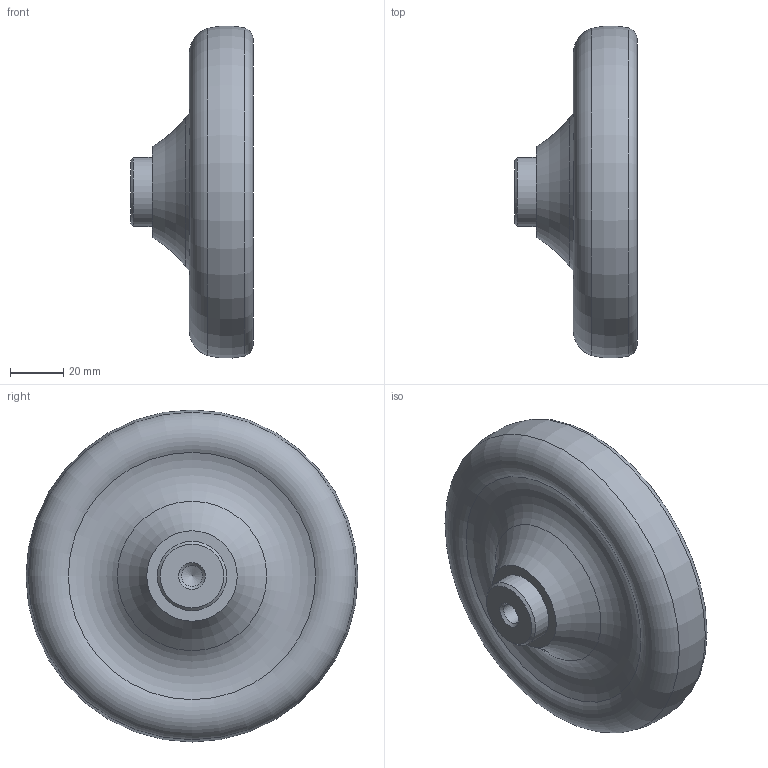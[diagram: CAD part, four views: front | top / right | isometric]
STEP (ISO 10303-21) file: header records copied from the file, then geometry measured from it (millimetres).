
FILE_DESCRIPTION( ( 'STEP AP214' ), '1' );
FILE_NAME( 'K0165.0125X08.stp', '2020-11-26T10:33:48', ( '' ), ( '' ), ' ', 'PARTsolutions', ' ' );
FILE_SCHEMA( ( 'AUTOMOTIVE_DESIGN { 1 0 10303 214 1 1 1 1 }' ) );
Length unit declared in the file: millimetre
Products named in the file (1): _K0165.0125X08
Bounding box: 46 x 124.84 x 124.84 mm (x, y, z)
Volume: 195389 mm3; surface area: 35049.3 mm2
Topology: 1 solids, 1 shells, 17 faces, 33 edges, 19 vertices
Faces by surface type: torus 8, cone 3, plane 3, cylinder 2, bspline 1
Full cylindrical faces by diameter (mm): 8 x1, 26 x1
Entity records: 517 total; most frequent: CARTESIAN_POINT 79, DIRECTION 66, AXIS2_PLACEMENT_3D 33, EDGE_LOOP 32, ORIENTED_EDGE 32, FACE_OUTER_BOUND 28, VERTEX_POINT 18, STYLED_ITEM 17
